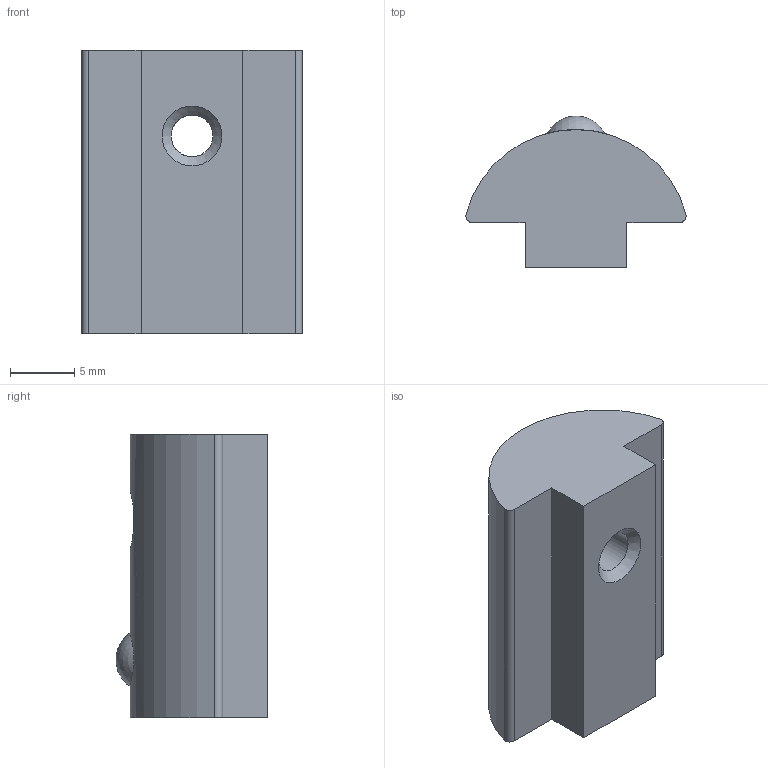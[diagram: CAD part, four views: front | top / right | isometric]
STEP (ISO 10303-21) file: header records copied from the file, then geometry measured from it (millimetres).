
FILE_DESCRIPTION(/* description */ ('CURSORE ZINC. SAG.CON SFERETTA 22 MM M4'),/* implementation_level */ '2;1');
FILE_NAME(/* name */ 'CDDCU0000110.stp',/* time_stamp */ '2020-06-16T03:29:29+02:00',/* author */ ('tecnico5'),/* organization */ (''),/* preprocessor_version */ 'ST-DEVELOPER v17.2',/* originating_system */ 'Autodesk Inventor 2019',/* authorisation */ '');
FILE_SCHEMA (('AUTOMOTIVE_DESIGN { 1 0 10303 214 3 1 1 }'));
Length unit declared in the file: millimetre
Products named in the file (1): CDDCU0000110
Bounding box: 17.1 x 11.78 x 22 mm (x, y, z)
Volume: 2522.3 mm3; surface area: 1523.7 mm2
Topology: 1 solids, 2 shells, 17 faces, 42 edges, 29 vertices
Faces by surface type: plane 8, cylinder 5, sphere 2, bspline 1, cone 1
Full cylindrical faces by diameter (mm): 3.242 x1, 5 x1
Entity records: 720 total; most frequent: CARTESIAN_POINT 255, DIRECTION 86, ORIENTED_EDGE 82, EDGE_CURVE 41, AXIS2_PLACEMENT_3D 32, VERTEX_POINT 29, LINE 22, VECTOR 22
